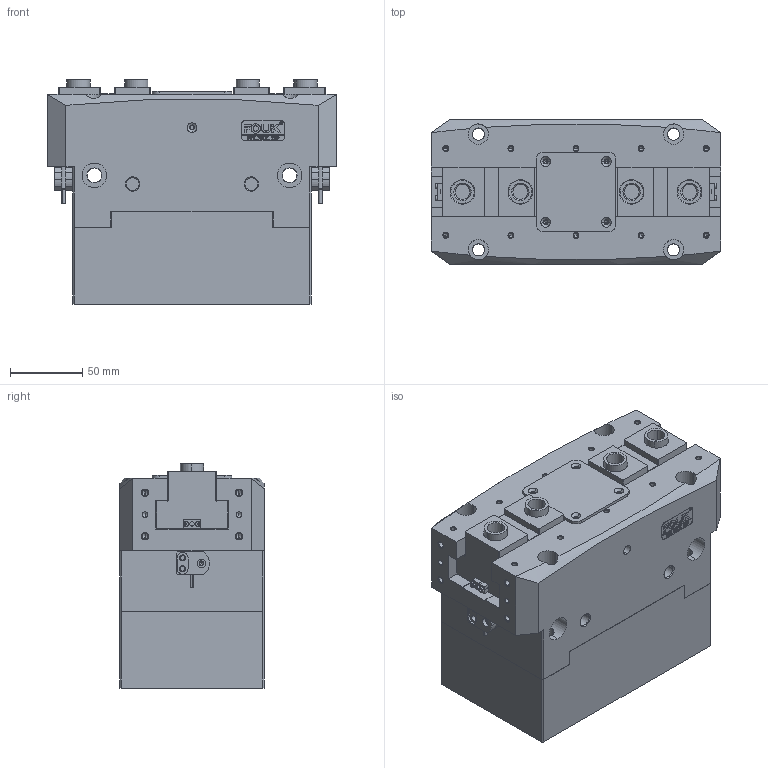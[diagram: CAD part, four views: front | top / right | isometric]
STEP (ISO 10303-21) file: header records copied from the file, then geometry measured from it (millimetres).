
FILE_DESCRIPTION (( 'STEP AP203' ), '1' );
FILE_NAME ('TR102-200-NC.STEP', '2024-11-19T05:58:21', ( 'USER-' ), ( 'Microsoft' ), 'SwSTEP 2.0', 'SolidWorks 2018', '' );
FILE_SCHEMA (( 'CONFIG_CONTROL_DESIGN' ));
Length unit declared in the file: millimetre
Products named in the file (13): TR102-200-M-01-A-褲极; TR102-200梓袧遴; TR102 -200 杅耀.sldasm-Part-11; TR200 中位盖板(默认); 30x14-R3; 揤輸杅耀.sldasm-Part-9; 埴翐芛_GB_FASTENER_SCREWS_HSHCS M2X8-N; 羲壽標釱B; TR200賑輸-耀倰; TR102-200-NC; TR102-200-NC杅耀.sldasm-Part-5; 揤輸蚾饜极; 8-30 換覜ん
Assembly tree (20 placements, depth 4):
  TR102-200-NC
    TR102-200-NC杅耀.sldasm-Part-5
    TR102-200梓袧遴
      TR102-200-M-01-A-褲极
      TR200賑輸-耀倰  x2
      TR200 中位盖板(默认)
      揤輸蚾饜极  x2
        揤輸杅耀.sldasm-Part-9
        埴翐芛_GB_FASTENER_SCREWS_HSHCS M2X8-N
      TR102 -200 杅耀.sldasm-Part-11  x4
      30x14-R3
      羲壽標釱B  x2
      8-30 換覜ん  x2
Bounding box: 200 x 100 x 155 mm (x, y, z)
Volume: 2455193 mm3; surface area: 264983.6 mm2
Topology: 20 solids, 30 shells, 1277 faces, 3257 edges, 2040 vertices
Faces by surface type: plane 603, cylinder 350, cone 228, bspline 88, torus 8
Entity records: 37437 total; most frequent: CARTESIAN_POINT 10863, ORIENTED_EDGE 5220, DIRECTION 5030, EDGE_CURVE 2610, VERTEX_POINT 1687, LINE 1678, VECTOR 1678, AXIS2_PLACEMENT_3D 1676
